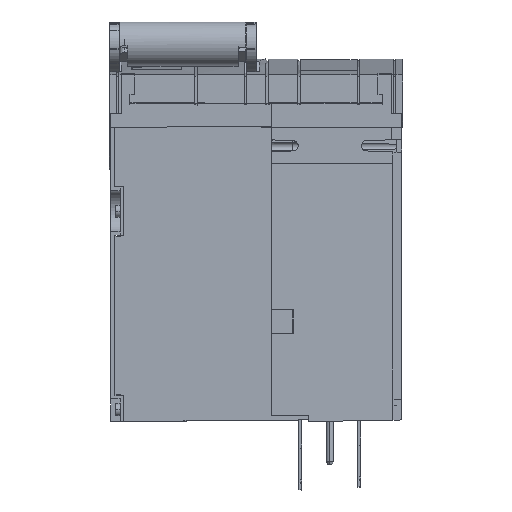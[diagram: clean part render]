
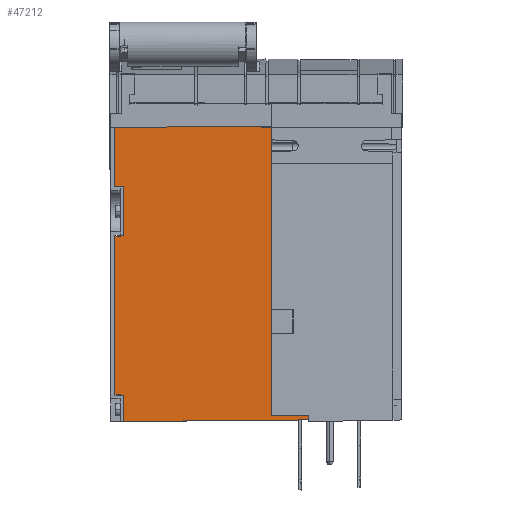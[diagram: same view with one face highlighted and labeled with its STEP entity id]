
A CAD part, left-side view. The second image highlights one B-rep face of the part: STEP entity #47212.
In plain terms, the highlighted planar face has unit normal (-1, 0, 0).
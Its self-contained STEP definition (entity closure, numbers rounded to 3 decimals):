
#46696=DIRECTION('',(0.,0.,1.));
#46697=VECTOR('',#46696,33.516);
#46698=CARTESIAN_POINT('',(-40.898,-122.203,
-13.938));
#46699=LINE('',#46698,#46697);
#46703=DIRECTION('',(0.,0.999,0.052));
#46704=VECTOR('',#46703,6.008);
#46705=CARTESIAN_POINT('',(-40.898,-122.203,
19.578));
#46706=LINE('',#46705,#46704);
#46710=DIRECTION('',(0.,-1.,0.009));
#46711=VECTOR('',#46710,102.304);
#46712=CARTESIAN_POINT('',(-40.898,-120.403,
59.803));
#46713=LINE('',#46712,#46711);
#46717=DIRECTION('',(0.,0.,-1.));
#46718=VECTOR('',#46717,196.897);
#46719=CARTESIAN_POINT('',(-40.898,-222.703,
60.697));
#46720=LINE('',#46719,#46718);
#46724=DIRECTION('',(0.,-1.,
0.));
#46725=VECTOR('',#46724,25.);
#46726=CARTESIAN_POINT('',(-40.897,-222.703,
-136.2));
#46727=LINE('',#46726,#46725);
#46731=DIRECTION('',(0.,0.,-1.));
#46732=VECTOR('',#46731,2.853);
#46733=CARTESIAN_POINT('',(-40.897,-247.703,-136.2));
#46734=LINE('',#46733,#46732);
#46738=DIRECTION('',(0.,1.,-0.009));
#46739=VECTOR('',#46738,125.505);
#46740=CARTESIAN_POINT('',(-40.897,-247.703,
-139.053));
#46741=LINE('',#46740,#46739);
#46745=DIRECTION('',(0.,0.,1.));
#46746=VECTOR('',#46745,17.947);
#46747=CARTESIAN_POINT('',(-40.897,-122.203,
-140.147));
#46748=LINE('',#46747,#46746);
#46752=DIRECTION('',(0.,0.999,0.052));
#46753=VECTOR('',#46752,6.008);
#46754=CARTESIAN_POINT('',(-40.897,-122.203,
-122.2));
#46755=LINE('',#46754,#46753);
#46759=DIRECTION('',(0.,0.,1.));
#46760=VECTOR('',#46759,107.633);
#46761=CARTESIAN_POINT('',(-40.897,-116.203,
-121.886));
#46762=LINE('',#46761,#46760);
#46766=DIRECTION('',(0.,-0.999,0.052));
#46767=VECTOR('',#46766,6.008);
#46768=CARTESIAN_POINT('',(-40.898,-116.203,
-14.252));
#46769=LINE('',#46768,#46767);
#46802=DIRECTION('',(0.,0.,-1.));
#46803=VECTOR('',#46802,39.909);
#46804=CARTESIAN_POINT('',(-40.898,-116.203,
59.802));
#46805=LINE('',#46804,#46803);
#47090=DIRECTION('',(0.,1.,0.));
#47091=VECTOR('',#47090,4.2);
#47092=CARTESIAN_POINT('',(-40.898,-120.403,
59.803));
#47093=LINE('',#47092,#47091);
#47097=CARTESIAN_POINT('',(-40.898,-122.203,
-13.938));
#47098=CARTESIAN_POINT('',(-40.898,-122.203,
19.578));
#47099=VERTEX_POINT('',#47097);
#47100=VERTEX_POINT('',#47098);
#47101=CARTESIAN_POINT('',(-40.898,-116.203,
19.893));
#47102=VERTEX_POINT('',#47101);
#47103=CARTESIAN_POINT('',(-40.898,-222.703,
60.697));
#47104=CARTESIAN_POINT('',(-40.897,-222.703,
-136.2));
#47105=VERTEX_POINT('',#47103);
#47106=VERTEX_POINT('',#47104);
#47107=CARTESIAN_POINT('',(-40.897,-247.703,-136.2));
#47108=VERTEX_POINT('',#47107);
#47109=CARTESIAN_POINT('',(-40.897,-247.703,
-139.053));
#47110=VERTEX_POINT('',#47109);
#47111=CARTESIAN_POINT('',(-40.897,-122.203,
-140.147));
#47112=VERTEX_POINT('',#47111);
#47113=CARTESIAN_POINT('',(-40.897,-122.203,
-122.2));
#47114=VERTEX_POINT('',#47113);
#47115=CARTESIAN_POINT('',(-40.897,-116.203,
-121.886));
#47116=VERTEX_POINT('',#47115);
#47117=CARTESIAN_POINT('',(-40.898,-116.203,
-14.252));
#47118=VERTEX_POINT('',#47117);
#47157=CARTESIAN_POINT('',(-40.898,-116.203,
59.802));
#47158=VERTEX_POINT('',#47157);
#47159=CARTESIAN_POINT('',(-40.898,-120.403,
59.803));
#47160=VERTEX_POINT('',#47159);
#47179=CARTESIAN_POINT('',(-40.897,-247.803,
-140.5));
#47180=DIRECTION('',(-1.,0.,0.));
#47181=DIRECTION('',(0.,0.,1.));
#47182=AXIS2_PLACEMENT_3D('',#47179,#47180,#47181);
#47183=PLANE('',#47182);
#47185=ORIENTED_EDGE('',*,*,#47184,.T.);
#47187=ORIENTED_EDGE('',*,*,#47186,.T.);
#47189=ORIENTED_EDGE('',*,*,#47188,.F.);
#47191=ORIENTED_EDGE('',*,*,#47190,.F.);
#47193=ORIENTED_EDGE('',*,*,#47192,.T.);
#47195=ORIENTED_EDGE('',*,*,#47194,.T.);
#47197=ORIENTED_EDGE('',*,*,#47196,.T.);
#47199=ORIENTED_EDGE('',*,*,#47198,.T.);
#47201=ORIENTED_EDGE('',*,*,#47200,.T.);
#47203=ORIENTED_EDGE('',*,*,#47202,.T.);
#47205=ORIENTED_EDGE('',*,*,#47204,.T.);
#47207=ORIENTED_EDGE('',*,*,#47206,.T.);
#47209=ORIENTED_EDGE('',*,*,#47208,.T.);
#47210=EDGE_LOOP('',(#47185,#47187,#47189,#47191,#47193,#47195,#47197,#47199,
#47201,#47203,#47205,#47207,#47209));
#47211=FACE_OUTER_BOUND('',#47210,.F.);
#47184=EDGE_CURVE('',#47099,#47100,#46699,.T.);
#47186=EDGE_CURVE('',#47100,#47102,#46706,.T.);
#47188=EDGE_CURVE('',#47158,#47102,#46805,.T.);
#47190=EDGE_CURVE('',#47160,#47158,#47093,.T.);
#47192=EDGE_CURVE('',#47160,#47105,#46713,.T.);
#47194=EDGE_CURVE('',#47105,#47106,#46720,.T.);
#47196=EDGE_CURVE('',#47106,#47108,#46727,.T.);
#47198=EDGE_CURVE('',#47108,#47110,#46734,.T.);
#47200=EDGE_CURVE('',#47110,#47112,#46741,.T.);
#47202=EDGE_CURVE('',#47112,#47114,#46748,.T.);
#47204=EDGE_CURVE('',#47114,#47116,#46755,.T.);
#47206=EDGE_CURVE('',#47116,#47118,#46762,.T.);
#47208=EDGE_CURVE('',#47118,#47099,#46769,.T.);
#47212=ADVANCED_FACE('',(#47211),#47183,.T.);
